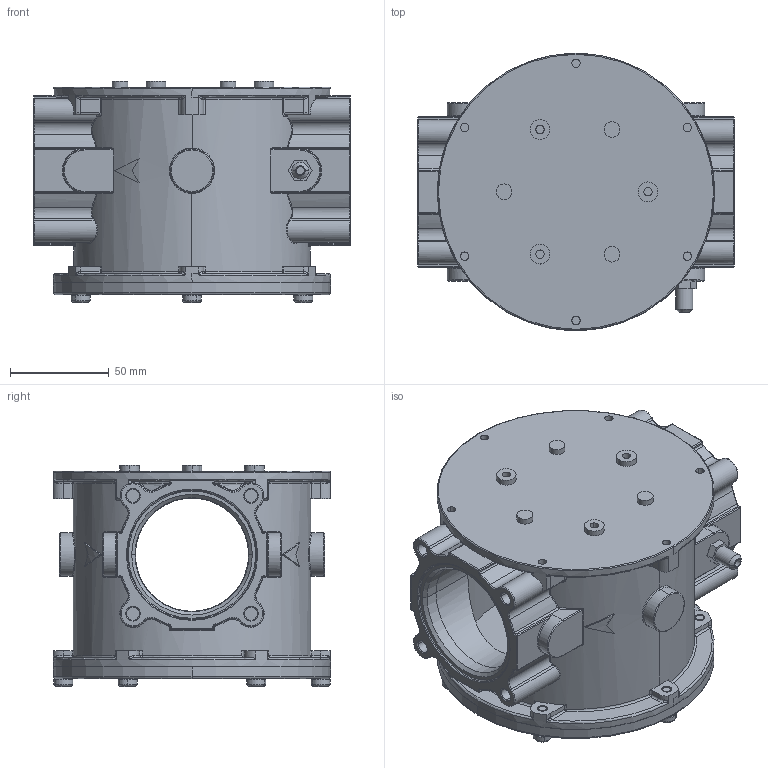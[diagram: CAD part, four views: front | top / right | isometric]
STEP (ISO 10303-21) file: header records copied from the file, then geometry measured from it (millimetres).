
FILE_DESCRIPTION((''),'2;1');
FILE_NAME('FM070000_B20_ASM','2014-04-30T',('Matteo Bolognesi'),(''),'PRO/ENGINEER BY PARAMETRIC TECHNOLOGY CORPORATION, 2012130','PRO/ENGINEER BY PARAMETRIC TECHNOLOGY CORPORATION, 2012130','');
FILE_SCHEMA(('CONFIG_CONTROL_DESIGN'));
Length unit declared in the file: millimetre
Products named in the file (5): CO-1155NU; FO-0200_1; PP-0015; VITI1; FM070000_B20_ASM
Assembly tree (9 placements, depth 2):
  FM070000_B20_ASM
    CO-1155NU
    FO-0200_1
    PP-0015
    VITI1  x6
Bounding box: 160 x 140 x 111.92 mm (x, y, z)
Volume: 474082.4 mm3; surface area: 170273.9 mm2
Topology: 9 solids, 16 shells, 1491 faces, 3543 edges, 2111 vertices
Faces by surface type: cylinder 595, torus 299, plane 291, bspline 147, cone 112, sphere 47
Entity records: 42823 total; most frequent: CARTESIAN_POINT 15617, DIRECTION 6025, ORIENTED_EDGE 5578, EDGE_CURVE 2803, AXIS2_PLACEMENT_3D 2562, VERTEX_POINT 1671, CIRCLE 1495, EDGE_LOOP 1242
